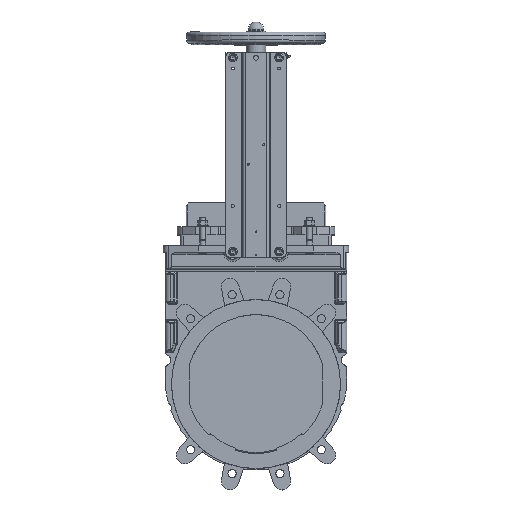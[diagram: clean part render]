
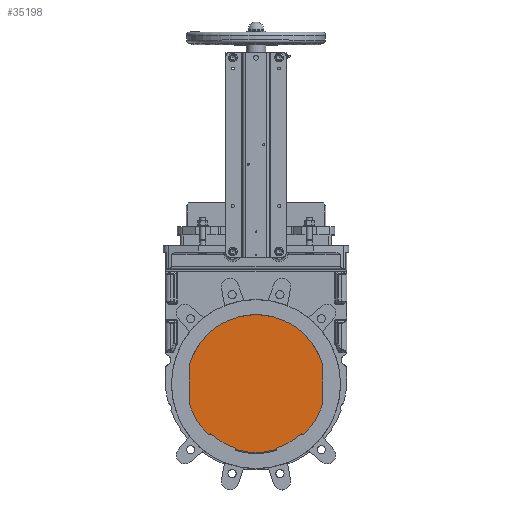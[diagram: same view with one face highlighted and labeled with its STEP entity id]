
A CAD part, top view. The second image highlights one B-rep face of the part: STEP entity #35198.
In plain terms, the highlighted planar face has unit normal (0, 0, 1).
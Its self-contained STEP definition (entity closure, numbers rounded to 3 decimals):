
#2779=PLANE('',#38348);
#4928=FACE_OUTER_BOUND('',#7038,.T.);
#7038=EDGE_LOOP('',(#30833,#30834,#30835,#30836,#30837,#30838,#30839,#30840,
#30841,#30842,#30843,#30844,#30845,#30846));
#9204=LINE('',#75842,#11402);
#9206=LINE('',#75846,#11404);
#9217=LINE('',#75876,#11415);
#9219=LINE('',#75881,#11417);
#9223=LINE('',#75886,#11421);
#9224=LINE('',#75888,#11422);
#9227=LINE('',#75892,#11425);
#9228=LINE('',#75894,#11426);
#9242=LINE('',#76003,#11440);
#9243=LINE('',#76004,#11441);
#9244=LINE('',#76007,#11442);
#9245=LINE('',#76008,#11443);
#11402=VECTOR('',#46348,1000.);
#11404=VECTOR('',#46352,1000.);
#11415=VECTOR('',#46381,1000.);
#11417=VECTOR('',#46385,1000.);
#11421=VECTOR('',#46391,1000.);
#11422=VECTOR('',#46394,1000.);
#11425=VECTOR('',#46399,1000.);
#11426=VECTOR('',#46402,1000.);
#11440=VECTOR('',#46472,1000.);
#11441=VECTOR('',#46473,1000.);
#11442=VECTOR('',#46476,1000.);
#11443=VECTOR('',#46477,1000.);
#13025=CIRCLE('',#38349,155.);
#13026=CIRCLE('',#38350,155.603);
#15592=VERTEX_POINT('',#67432);
#15595=VERTEX_POINT('',#67438);
#15603=VERTEX_POINT('',#67455);
#15606=VERTEX_POINT('',#67461);
#15629=VERTEX_POINT('',#68126);
#16208=VERTEX_POINT('',#75840);
#16209=VERTEX_POINT('',#75845);
#16216=VERTEX_POINT('',#75867);
#16218=VERTEX_POINT('',#75873);
#16219=VERTEX_POINT('',#75875);
#16220=VERTEX_POINT('',#75879);
#16221=VERTEX_POINT('',#75880);
#16224=VERTEX_POINT('',#76002);
#16225=VERTEX_POINT('',#76006);
#21105=EDGE_CURVE('',#15592,#16208,#9204,.T.);
#21107=EDGE_CURVE('',#16209,#15606,#9206,.T.);
#21122=EDGE_CURVE('',#16219,#16218,#9217,.T.);
#21124=EDGE_CURVE('',#16220,#16221,#9219,.T.);
#21128=EDGE_CURVE('',#15629,#16221,#9223,.T.);
#21129=EDGE_CURVE('',#16209,#15603,#9224,.T.);
#21132=EDGE_CURVE('',#16208,#15595,#9227,.T.);
#21133=EDGE_CURVE('',#16216,#16219,#9228,.T.);
#21159=EDGE_CURVE('',#16218,#16220,#13025,.T.);
#21160=EDGE_CURVE('',#15629,#16224,#9242,.T.);
#21161=EDGE_CURVE('',#16224,#15603,#9243,.T.);
#21162=EDGE_CURVE('',#15606,#15592,#13026,.T.);
#21163=EDGE_CURVE('',#15595,#16225,#9244,.T.);
#21164=EDGE_CURVE('',#16225,#16216,#9245,.T.);
#30833=ORIENTED_EDGE('',*,*,#21122,.T.);
#30834=ORIENTED_EDGE('',*,*,#21159,.T.);
#30835=ORIENTED_EDGE('',*,*,#21124,.T.);
#30836=ORIENTED_EDGE('',*,*,#21128,.F.);
#30837=ORIENTED_EDGE('',*,*,#21160,.T.);
#30838=ORIENTED_EDGE('',*,*,#21161,.T.);
#30839=ORIENTED_EDGE('',*,*,#21129,.F.);
#30840=ORIENTED_EDGE('',*,*,#21107,.T.);
#30841=ORIENTED_EDGE('',*,*,#21162,.T.);
#30842=ORIENTED_EDGE('',*,*,#21105,.T.);
#30843=ORIENTED_EDGE('',*,*,#21132,.T.);
#30844=ORIENTED_EDGE('',*,*,#21163,.T.);
#30845=ORIENTED_EDGE('',*,*,#21164,.T.);
#30846=ORIENTED_EDGE('',*,*,#21133,.T.);
#35198=ADVANCED_FACE('',(#4928),#2779,.F.);
#38348=AXIS2_PLACEMENT_3D('',#76000,#46468,#46469);
#38349=AXIS2_PLACEMENT_3D('',#76001,#46470,#46471);
#38350=AXIS2_PLACEMENT_3D('',#76005,#46474,#46475);
#46348=DIRECTION('',(0.,1.,0.));
#46352=DIRECTION('',(0.,-1.,0.));
#46381=DIRECTION('',(0.,1.,0.));
#46385=DIRECTION('',(0.,-1.,0.));
#46391=DIRECTION('',(1.,0.,0.));
#46394=DIRECTION('',(-1.,0.,0.));
#46399=DIRECTION('',(1.,0.,0.));
#46402=DIRECTION('',(-1.,0.,0.));
#46468=DIRECTION('center_axis',(0.,0.,-1.));
#46469=DIRECTION('ref_axis',(-1.,0.,0.));
#46470=DIRECTION('center_axis',(0.,0.,1.));
#46471=DIRECTION('ref_axis',(-1.,0.,0.));
#46472=DIRECTION('',(0.,-1.,0.));
#46473=DIRECTION('',(0.012,-1.,0.));
#46474=DIRECTION('center_axis',(0.,0.,1.));
#46475=DIRECTION('ref_axis',(-1.,0.,0.));
#46476=DIRECTION('',(0.012,1.,0.));
#46477=DIRECTION('',(0.,1.,0.));
#67432=CARTESIAN_POINT('',(148.,-40.044,4.75));
#67438=CARTESIAN_POINT('',(148.658,-21.5,4.75));
#67455=CARTESIAN_POINT('',(-148.658,-21.5,4.75));
#67461=CARTESIAN_POINT('',(-148.,-40.044,4.75));
#68126=CARTESIAN_POINT('',(-149.,21.5,4.75));
#75840=CARTESIAN_POINT('',(148.,-21.5,4.75));
#75842=CARTESIAN_POINT('',(148.,257.536,4.75));
#75845=CARTESIAN_POINT('',(-148.,-21.5,4.75));
#75846=CARTESIAN_POINT('',(-148.,257.536,4.75));
#75867=CARTESIAN_POINT('',(149.,21.5,4.75));
#75873=CARTESIAN_POINT('',(148.,46.054,4.75));
#75875=CARTESIAN_POINT('',(148.,21.5,4.75));
#75876=CARTESIAN_POINT('',(148.,257.536,4.75));
#75879=CARTESIAN_POINT('',(-148.,46.054,4.75));
#75880=CARTESIAN_POINT('',(-148.,21.5,4.75));
#75881=CARTESIAN_POINT('',(-148.,257.536,4.75));
#75886=CARTESIAN_POINT('',(-150.,21.5,4.75));
#75888=CARTESIAN_POINT('',(-150.,-21.5,4.75));
#75892=CARTESIAN_POINT('',(150.,-21.5,4.75));
#75894=CARTESIAN_POINT('',(150.,21.5,4.75));
#76000=CARTESIAN_POINT('Origin',(95.645,-34.448,4.75));
#76001=CARTESIAN_POINT('Origin',(0.,0.,4.75));
#76002=CARTESIAN_POINT('',(-149.,8.012,4.75));
#76003=CARTESIAN_POINT('',(-149.,-34.448,4.75));
#76004=CARTESIAN_POINT('',(-148.474,-37.281,4.75));
#76005=CARTESIAN_POINT('Origin',(0.,8.,4.75));
#76006=CARTESIAN_POINT('',(149.,8.012,4.75));
#76007=CARTESIAN_POINT('',(148.5,-35.061,4.75));
#76008=CARTESIAN_POINT('',(149.,-34.448,4.75));
